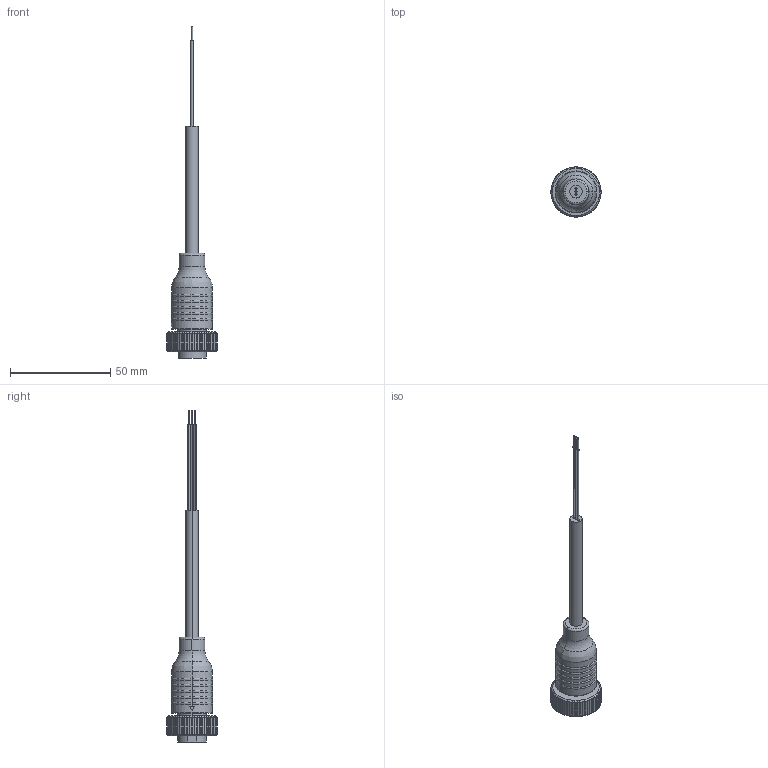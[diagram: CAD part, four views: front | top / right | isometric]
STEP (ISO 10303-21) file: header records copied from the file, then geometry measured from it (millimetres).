
FILE_DESCRIPTION((''),'2;1');
FILE_NAME('247635_SM01_ASM','2026-03-26T16:13:50',('banengservice'),('BANNER ENGINEERING'),'CREO PARAMETRIC BY PTC INC, 2022414','CREO PARAMETRIC BY PTC INC, 2022414','');
FILE_SCHEMA(('CONFIG_CONTROL_DESIGN'));
Length unit declared in the file: millimetre
Products named in the file (2): 247635_EP01; 247635_SM01_ASM
Assembly tree (1 placements, depth 2):
  247635_SM01_ASM
    247635_EP01
Bounding box: 25 x 25 x 165.8 mm (x, y, z)
Surface area: 8291.2 mm2 (no closed solid volume)
Topology: 0 solids, 21 shells, 318 faces, 932 edges, 612 vertices
Faces by surface type: plane 131, cylinder 129, torus 22, bspline 20, cone 16
Entity records: 13875 total; most frequent: CARTESIAN_POINT 5978, ORIENTED_EDGE 1660, DIRECTION 1496, EDGE_CURVE 926, VERTEX_POINT 612, AXIS2_PLACEMENT_3D 601, EDGE_LOOP 336, B_SPLINE_CURVE_WITH_KNOTS 332
